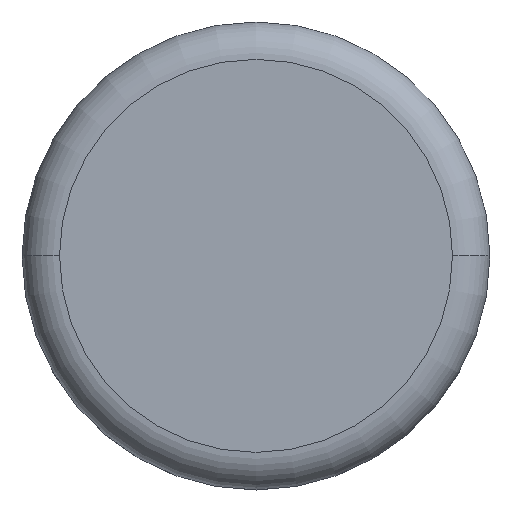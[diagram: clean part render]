
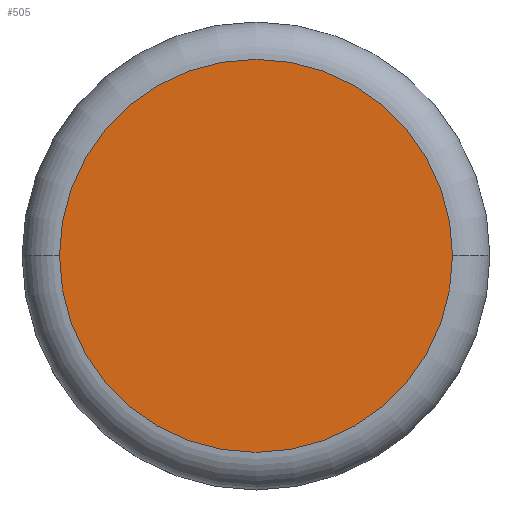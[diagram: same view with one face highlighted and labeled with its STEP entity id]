
A CAD part, top view. The second image highlights one B-rep face of the part: STEP entity #505.
In plain terms, the highlighted planar face has unit normal (0, 0, 1).
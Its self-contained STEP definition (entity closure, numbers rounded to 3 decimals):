
#305=EDGE_CURVE('',#541,#453,#826,.T.);
#453=VERTEX_POINT('',#988);
#505=ADVANCED_FACE('',(#1043),#1044,.T.);
#541=VERTEX_POINT('',#1084);
#575=EDGE_CURVE('',#453,#541,#1121,.T.);
#826=CIRCLE('',#1412,10.5);
#988=CARTESIAN_POINT('',(-10.5,0.,35.0));
#1043=FACE_OUTER_BOUND('',#1750,.T.);
#1044=PLANE('',#1751);
#1084=CARTESIAN_POINT('',(10.5,0.,35.0));
#1121=CIRCLE('',#1858,10.5);
#1412=AXIS2_PLACEMENT_3D('',#2234,#2235,#2236);
#1750=EDGE_LOOP('',(#2458,#2459));
#1751=AXIS2_PLACEMENT_3D('',#2460,#2461,#2462);
#1858=AXIS2_PLACEMENT_3D('',#2555,#2556,#2557);
#2234=CARTESIAN_POINT('',(0.,0.,35.0));
#2235=DIRECTION('',(-0.0,0.0,-1.0));
#2236=DIRECTION('',(-1.0,0.0,0.0));
#2458=ORIENTED_EDGE('',*,*,#305,.F.);
#2459=ORIENTED_EDGE('',*,*,#575,.F.);
#2460=CARTESIAN_POINT('',(5.5,0.,35.0));
#2461=DIRECTION('',(0.0,0.0,1.0));
#2462=DIRECTION('',(1.0,0.,0.0));
#2555=CARTESIAN_POINT('',(0.,0.,35.0));
#2556=DIRECTION('',(-0.0,0.0,-1.0));
#2557=DIRECTION('',(-1.0,0.0,0.0));
